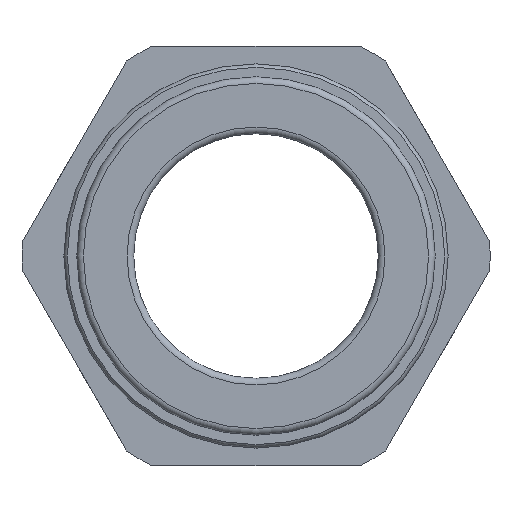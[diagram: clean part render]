
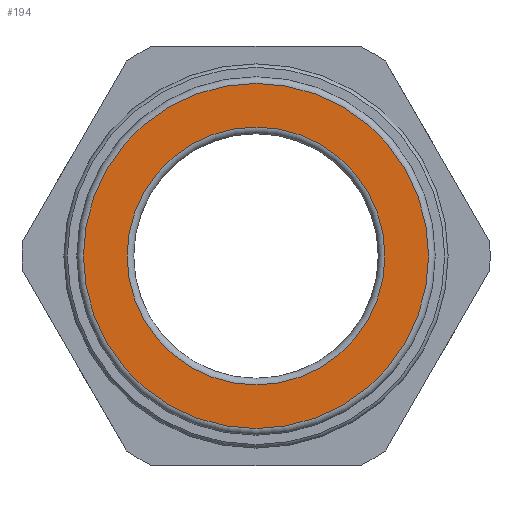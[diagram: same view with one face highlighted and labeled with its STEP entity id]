
A CAD part, left-side view. The second image highlights one B-rep face of the part: STEP entity #194.
In plain terms, the highlighted planar face has unit normal (-1, 0, 0).
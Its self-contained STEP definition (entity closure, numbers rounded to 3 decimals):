
#194 = ADVANCED_FACE( '', ( #425, #426 ), #427, .T. );
#425 = FACE_BOUND( '', #692, .T. );
#426 = FACE_OUTER_BOUND( '', #693, .T. );
#427 = PLANE( '', #694 );
#692 = EDGE_LOOP( '', ( #1195 ) );
#693 = EDGE_LOOP( '', ( #1196 ) );
#694 = AXIS2_PLACEMENT_3D( '', #1197, #1198, #1199 );
#1195 = ORIENTED_EDGE( '', *, *, #1578, .T. );
#1196 = ORIENTED_EDGE( '', *, *, #1611, .F. );
#1197 = CARTESIAN_POINT( '', ( 0., 24.7, 0. ) );
#1198 = DIRECTION( '', ( -1., 0., 0. ) );
#1199 = DIRECTION( '', ( 0., 0., 1. ) );
#1578 = EDGE_CURVE( '', #1904, #1904, #1905, .T. );
#1611 = EDGE_CURVE( '', #1955, #1955, #1956, .T. );
#1904 = VERTEX_POINT( '', #2375 );
#1905 = CIRCLE( '', #2376, 18.45 );
#1955 = VERTEX_POINT( '', #2468 );
#1956 = CIRCLE( '', #2469, 24.7 );
#2375 = CARTESIAN_POINT( '', ( 0., 0., -18.45 ) );
#2376 = AXIS2_PLACEMENT_3D( '', #2830, #2831, #2832 );
#2468 = CARTESIAN_POINT( '', ( 0., 0., -24.7 ) );
#2469 = AXIS2_PLACEMENT_3D( '', #2864, #2865, #2866 );
#2830 = CARTESIAN_POINT( '', ( 0., 0., 0. ) );
#2831 = DIRECTION( '', ( 1., 0., 0. ) );
#2832 = DIRECTION( '', ( 0., 0., -1. ) );
#2864 = CARTESIAN_POINT( '', ( 0., 0., 0. ) );
#2865 = DIRECTION( '', ( 1., 0., 0. ) );
#2866 = DIRECTION( '', ( 0., 0., -1. ) );
